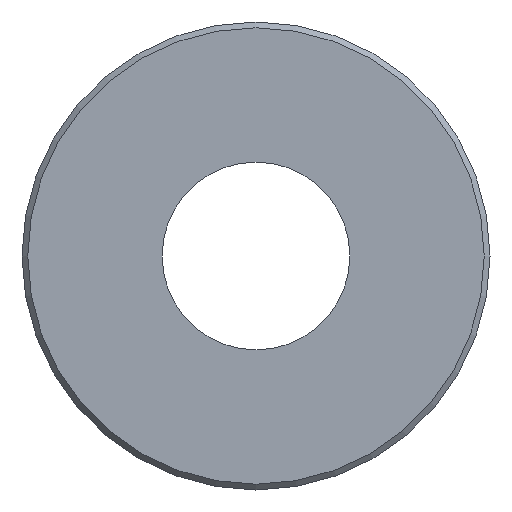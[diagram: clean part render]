
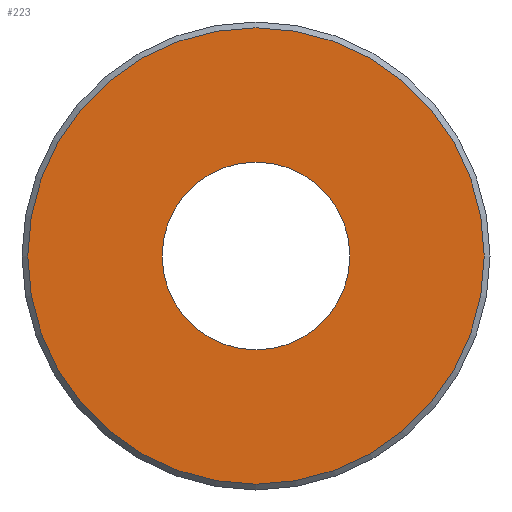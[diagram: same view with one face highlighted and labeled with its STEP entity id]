
A CAD part, front view. The second image highlights one B-rep face of the part: STEP entity #223.
In plain terms, the highlighted planar face has unit normal (0, -1, 0).
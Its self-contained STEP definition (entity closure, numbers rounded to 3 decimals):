
#66 = CONICAL_SURFACE('',#67,81.,0.785);
#67 = AXIS2_PLACEMENT_3D('',#68,#69,#70);
#68 = CARTESIAN_POINT('',(0.,-13.,0.));
#69 = DIRECTION('',(0.,1.,0.));
#70 = DIRECTION('',(1.,0.,0.));
#110 = VERTEX_POINT('',#111);
#111 = CARTESIAN_POINT('',(79.,-15.,0.));
#134 = EDGE_CURVE('',#110,#110,#135,.T.);
#135 = SURFACE_CURVE('',#136,(#141,#148),.PCURVE_S1.);
#136 = CIRCLE('',#137,79.);
#137 = AXIS2_PLACEMENT_3D('',#138,#139,#140);
#138 = CARTESIAN_POINT('',(0.,-15.,0.));
#139 = DIRECTION('',(0.,-1.,0.));
#140 = DIRECTION('',(1.,0.,0.));
#141 = PCURVE('',#66,#142);
#142 = DEFINITIONAL_REPRESENTATION('',(#143),#147);
#143 = LINE('',#144,#145);
#144 = CARTESIAN_POINT('',(-0.,-2.));
#145 = VECTOR('',#146,1.);
#146 = DIRECTION('',(-1.,-0.));
#147 = ( GEOMETRIC_REPRESENTATION_CONTEXT(2) 
PARAMETRIC_REPRESENTATION_CONTEXT() REPRESENTATION_CONTEXT('2D SPACE',''
  ) );
#148 = PCURVE('',#149,#154);
#149 = PLANE('',#150);
#150 = AXIS2_PLACEMENT_3D('',#151,#152,#153);
#151 = CARTESIAN_POINT('',(0.,-15.,0.));
#152 = DIRECTION('',(0.,1.,0.));
#153 = DIRECTION('',(0.,0.,1.));
#154 = DEFINITIONAL_REPRESENTATION('',(#155),#163);
#155 = ( BOUNDED_CURVE() B_SPLINE_CURVE(2,(#156,#157,#158,#159,#160,#161
,#162),.UNSPECIFIED.,.T.,.F.) B_SPLINE_CURVE_WITH_KNOTS((1,2,2,2,2,1),(
    -2.094,0.,2.094,4.189,6.283,
8.378),.UNSPECIFIED.) CURVE() GEOMETRIC_REPRESENTATION_ITEM() 
RATIONAL_B_SPLINE_CURVE((1.,0.5,1.,0.5,1.,0.5,1.)) REPRESENTATION_ITEM(
  '') );
#156 = CARTESIAN_POINT('',(0.,79.));
#157 = CARTESIAN_POINT('',(136.832,79.));
#158 = CARTESIAN_POINT('',(68.416,-39.5));
#159 = CARTESIAN_POINT('',(0.,-158.));
#160 = CARTESIAN_POINT('',(-68.416,-39.5));
#161 = CARTESIAN_POINT('',(-136.832,79.));
#162 = CARTESIAN_POINT('',(0.,79.));
#163 = ( GEOMETRIC_REPRESENTATION_CONTEXT(2) 
PARAMETRIC_REPRESENTATION_CONTEXT() REPRESENTATION_CONTEXT('2D SPACE',''
  ) );
#223 = ADVANCED_FACE('',(#224,#227),#149,.F.);
#224 = FACE_BOUND('',#225,.F.);
#225 = EDGE_LOOP('',(#226));
#226 = ORIENTED_EDGE('',*,*,#134,.F.);
#227 = FACE_BOUND('',#228,.F.);
#228 = EDGE_LOOP('',(#229));
#229 = ORIENTED_EDGE('',*,*,#230,.T.);
#230 = EDGE_CURVE('',#231,#231,#233,.T.);
#231 = VERTEX_POINT('',#232);
#232 = CARTESIAN_POINT('',(32.5,-15.,0.));
#233 = SURFACE_CURVE('',#234,(#239,#250),.PCURVE_S1.);
#234 = CIRCLE('',#235,32.5);
#235 = AXIS2_PLACEMENT_3D('',#236,#237,#238);
#236 = CARTESIAN_POINT('',(0.,-15.,0.));
#237 = DIRECTION('',(0.,-1.,0.));
#238 = DIRECTION('',(1.,0.,0.));
#239 = PCURVE('',#149,#240);
#240 = DEFINITIONAL_REPRESENTATION('',(#241),#249);
#241 = ( BOUNDED_CURVE() B_SPLINE_CURVE(2,(#242,#243,#244,#245,#246,#247
,#248),.UNSPECIFIED.,.T.,.F.) B_SPLINE_CURVE_WITH_KNOTS((1,2,2,2,2,1),(
    -2.094,0.,2.094,4.189,6.283,
8.378),.UNSPECIFIED.) CURVE() GEOMETRIC_REPRESENTATION_ITEM() 
RATIONAL_B_SPLINE_CURVE((1.,0.5,1.,0.5,1.,0.5,1.)) REPRESENTATION_ITEM(
  '') );
#242 = CARTESIAN_POINT('',(0.,32.5));
#243 = CARTESIAN_POINT('',(56.292,32.5));
#244 = CARTESIAN_POINT('',(28.146,-16.25));
#245 = CARTESIAN_POINT('',(0.,-65.));
#246 = CARTESIAN_POINT('',(-28.146,-16.25));
#247 = CARTESIAN_POINT('',(-56.292,32.5));
#248 = CARTESIAN_POINT('',(0.,32.5));
#249 = ( GEOMETRIC_REPRESENTATION_CONTEXT(2) 
PARAMETRIC_REPRESENTATION_CONTEXT() REPRESENTATION_CONTEXT('2D SPACE',''
  ) );
#250 = PCURVE('',#251,#256);
#251 = CYLINDRICAL_SURFACE('',#252,32.5);
#252 = AXIS2_PLACEMENT_3D('',#253,#254,#255);
#253 = CARTESIAN_POINT('',(0.,-15.,0.));
#254 = DIRECTION('',(0.,-1.,0.));
#255 = DIRECTION('',(1.,0.,0.));
#256 = DEFINITIONAL_REPRESENTATION('',(#257),#261);
#257 = LINE('',#258,#259);
#258 = CARTESIAN_POINT('',(0.,0.));
#259 = VECTOR('',#260,1.);
#260 = DIRECTION('',(1.,0.));
#261 = ( GEOMETRIC_REPRESENTATION_CONTEXT(2) 
PARAMETRIC_REPRESENTATION_CONTEXT() REPRESENTATION_CONTEXT('2D SPACE',''
  ) );
